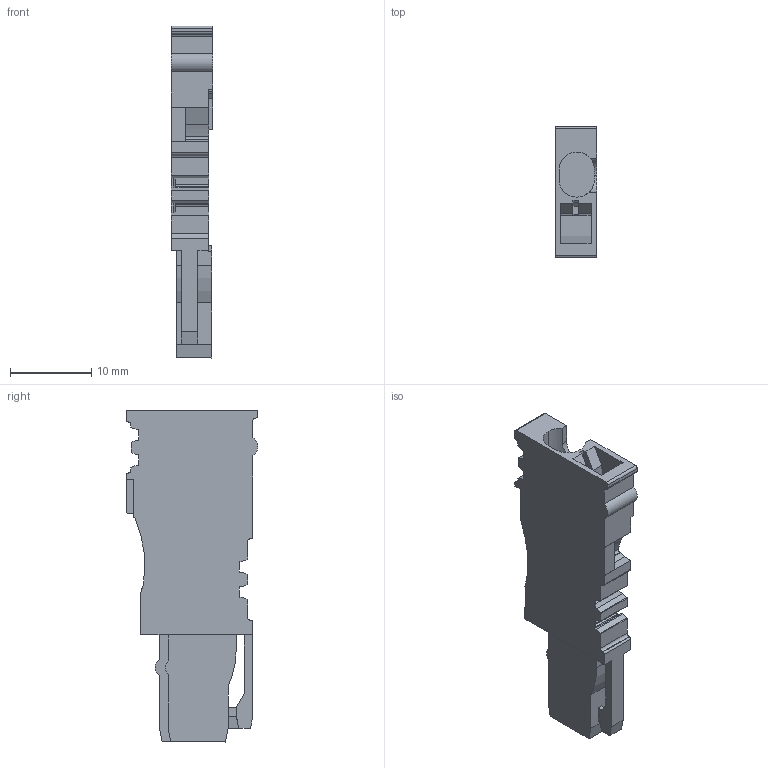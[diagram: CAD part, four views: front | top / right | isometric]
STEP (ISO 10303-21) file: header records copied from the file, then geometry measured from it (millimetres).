
FILE_DESCRIPTION(('CATIA V5 STEP Exchange','CAx-IF Rec.Pracs.--- Model Styling and Organization---1.4--- 2014-01-23'),'2;1');
FILE_NAME ('024871-2_1', '2019-02-21T07:22:06+00:00', ('none'), ('Weidmueller'), 'CATIA Version 5-6 Release 2016 SP3 HF44', 'CATIA V5 STEP AP214', 'none');
FILE_SCHEMA(('AUTOMOTIVE_DESIGN { 1 0 10303 214 1 1 1 1 }'));
Length unit declared in the file: millimetre
Products named in the file (1): 1875180000
Bounding box: 5.1 x 16.15 x 40.75 mm (x, y, z)
Volume: 1856 mm3; surface area: 2043.9 mm2
Topology: 1 solids, 1 shells, 279 faces, 799 edges, 532 vertices
Faces by surface type: plane 183, cylinder 96
Entity records: 9023 total; most frequent: CARTESIAN_POINT 1744, ORIENTED_EDGE 1598, DIRECTION 1331, EDGE_CURVE 799, VECTOR 604, LINE 604, VERTEX_POINT 532, AXIS2_PLACEMENT_3D 449
